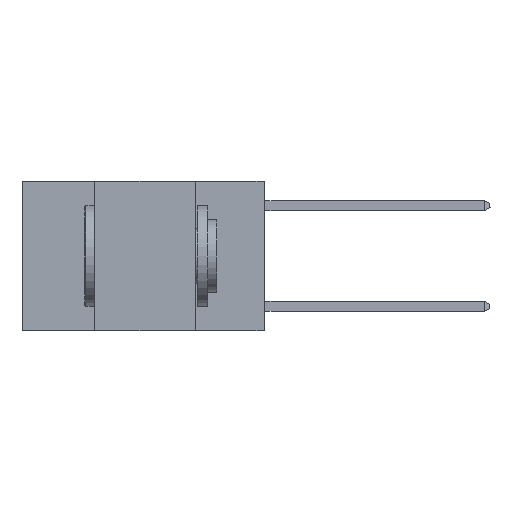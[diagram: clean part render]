
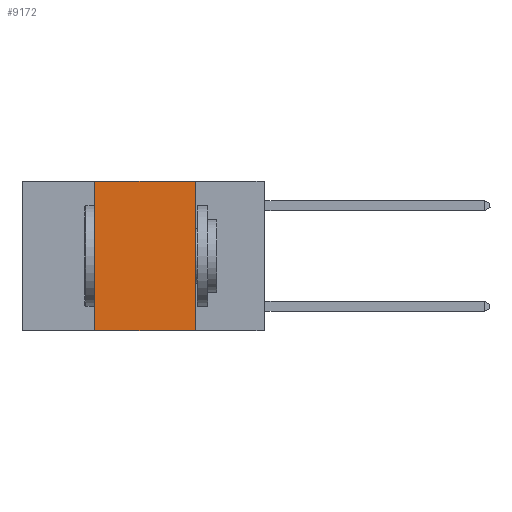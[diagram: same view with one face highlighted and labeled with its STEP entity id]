
A CAD part, left-side view. The second image highlights one B-rep face of the part: STEP entity #9172.
In plain terms, the highlighted planar face has unit normal (-1, 0, 0).
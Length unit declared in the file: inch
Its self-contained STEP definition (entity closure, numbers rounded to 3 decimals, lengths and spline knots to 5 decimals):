
#360 = CARTESIAN_POINT ( 'NONE',  ( 0., 0.6, 0. ) ) ;
#796 = CARTESIAN_POINT ( 'NONE',  ( 0., 0.42, 0. ) ) ;
#1632 = ORIENTED_EDGE ( 'NONE', *, *, #7738, .F. ) ;
#1895 = VECTOR ( 'NONE', #14946, 39.37008 ) ;
#2906 = CARTESIAN_POINT ( 'NONE',  ( 0., 0.42, 0. ) ) ;
#3341 = DIRECTION ( 'NONE',  ( 0., 0., -1. ) ) ;
#3716 = CARTESIAN_POINT ( 'NONE',  ( 0., 0.17, -0.37 ) ) ;
#4040 = CARTESIAN_POINT ( 'NONE',  ( 0., 0.42, -0.37 ) ) ;
#4044 = EDGE_CURVE ( 'NONE', #7960, #10030, #11515, .T. ) ;
#4217 = FACE_OUTER_BOUND ( 'NONE', #10075, .T. ) ;
#4445 = DIRECTION ( 'NONE',  ( 0., 0., 1. ) ) ;
#4632 = VERTEX_POINT ( 'NONE', #4040 ) ;
#4700 = ORIENTED_EDGE ( 'NONE', *, *, #4044, .F. ) ;
#4970 = EDGE_CURVE ( 'NONE', #14275, #7960, #17086, .T. ) ;
#5073 = VECTOR ( 'NONE', #10905, 39.37008 ) ;
#6182 = LINE ( 'NONE', #2906, #9264 ) ;
#7738 = EDGE_CURVE ( 'NONE', #4632, #14275, #6182, .T. ) ;
#7960 = VERTEX_POINT ( 'NONE', #14069 ) ;
#8387 = EDGE_CURVE ( 'NONE', #4632, #10030, #10398, .T. ) ;
#8709 = ORIENTED_EDGE ( 'NONE', *, *, #4970, .F. ) ;
#9172 = ADVANCED_FACE ( 'NONE', ( #4217 ), #9358, .F. ) ;
#9264 = VECTOR ( 'NONE', #4445, 39.37008 ) ;
#9358 = PLANE ( 'NONE',  #18624 ) ;
#10030 = VERTEX_POINT ( 'NONE', #3716 ) ;
#10075 = EDGE_LOOP ( 'NONE', ( #4700, #8709, #1632, #18091 ) ) ;
#10398 = LINE ( 'NONE', #13463, #1895 ) ;
#10874 = CARTESIAN_POINT ( 'NONE',  ( 0., 0.6, 0. ) ) ;
#10905 = DIRECTION ( 'NONE',  ( 0., -1., 0. ) ) ;
#11515 = LINE ( 'NONE', #17292, #12008 ) ;
#12008 = VECTOR ( 'NONE', #18768, 39.37008 ) ;
#12427 = DIRECTION ( 'NONE',  ( 1., 0., 0. ) ) ;
#13463 = CARTESIAN_POINT ( 'NONE',  ( 0., 0.6, -0.37 ) ) ;
#14069 = CARTESIAN_POINT ( 'NONE',  ( 0., 0.17, 0. ) ) ;
#14275 = VERTEX_POINT ( 'NONE', #796 ) ;
#14946 = DIRECTION ( 'NONE',  ( 0., -1., 0. ) ) ;
#17086 = LINE ( 'NONE', #360, #5073 ) ;
#17292 = CARTESIAN_POINT ( 'NONE',  ( 0., 0.17, 0. ) ) ;
#18091 = ORIENTED_EDGE ( 'NONE', *, *, #8387, .T. ) ;
#18624 = AXIS2_PLACEMENT_3D ( 'NONE', #10874, #12427, #3341 ) ;
#18768 = DIRECTION ( 'NONE',  ( 0., 0., -1. ) ) ;
